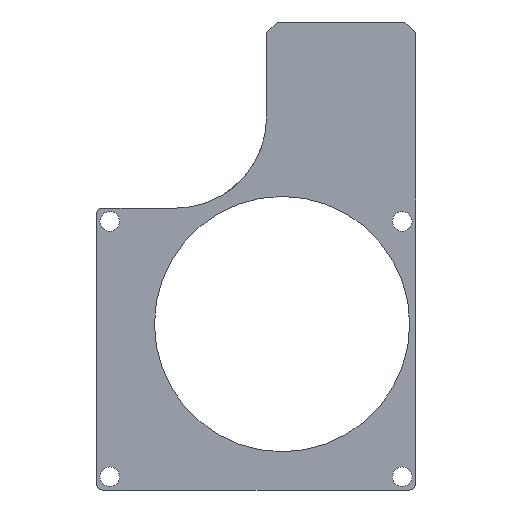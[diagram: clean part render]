
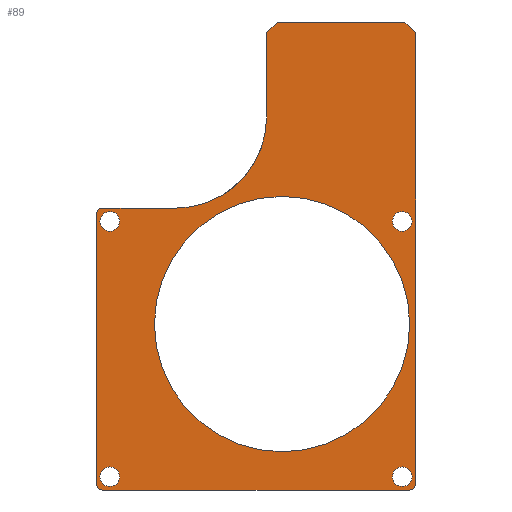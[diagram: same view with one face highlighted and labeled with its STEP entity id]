
A CAD part, left-side view. The second image highlights one B-rep face of the part: STEP entity #89.
In plain terms, the highlighted planar face has unit normal (-1, 0, 0).
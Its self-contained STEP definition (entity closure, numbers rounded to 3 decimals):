
#89=ADVANCED_FACE('',(#629,#631,#633,#635,#637,#639),#641,.F.);
#629=FACE_BOUND('',#630,.T.);
#630=EDGE_LOOP('',(#1051,#1052,#1053,#1054,#1055,#1056,#1057,#1058,#1059,#1060,#1061,
#1062));
#631=FACE_BOUND('',#632,.T.);
#632=EDGE_LOOP('',(#1063));
#633=FACE_BOUND('',#634,.T.);
#634=EDGE_LOOP('',(#1064));
#635=FACE_BOUND('',#636,.T.);
#636=EDGE_LOOP('',(#1065));
#637=FACE_BOUND('',#638,.T.);
#638=EDGE_LOOP('',(#1066));
#639=FACE_BOUND('',#640,.T.);
#640=EDGE_LOOP('',(#1067));
#641=PLANE('',#642);
#642=AXIS2_PLACEMENT_3D('',#643,#644,#645);
#643=CARTESIAN_POINT('',(3.,0.,0.));
#644=DIRECTION('',(1.,0.,0.));
#645=DIRECTION('',(0.,1.,0.));
#1051=ORIENTED_EDGE('',*,*,#1369,.F.);
#1052=ORIENTED_EDGE('',*,*,#1370,.F.);
#1053=ORIENTED_EDGE('',*,*,#1371,.F.);
#1054=ORIENTED_EDGE('',*,*,#1372,.F.);
#1055=ORIENTED_EDGE('',*,*,#1373,.F.);
#1056=ORIENTED_EDGE('',*,*,#1374,.F.);
#1057=ORIENTED_EDGE('',*,*,#1375,.F.);
#1058=ORIENTED_EDGE('',*,*,#1376,.F.);
#1059=ORIENTED_EDGE('',*,*,#1377,.F.);
#1060=ORIENTED_EDGE('',*,*,#1378,.F.);
#1061=ORIENTED_EDGE('',*,*,#1379,.F.);
#1062=ORIENTED_EDGE('',*,*,#1380,.F.);
#1063=ORIENTED_EDGE('',*,*,#1364,.T.);
#1064=ORIENTED_EDGE('',*,*,#1366,.T.);
#1065=ORIENTED_EDGE('',*,*,#1368,.T.);
#1066=ORIENTED_EDGE('',*,*,#1362,.T.);
#1067=ORIENTED_EDGE('',*,*,#1381,.T.);
#1362=EDGE_CURVE('',#1522,#1522,#1523,.T.);
#1364=EDGE_CURVE('',#1526,#1526,#1527,.T.);
#1366=EDGE_CURVE('',#1530,#1530,#1531,.T.);
#1368=EDGE_CURVE('',#1534,#1534,#1535,.T.);
#1369=EDGE_CURVE('',#1536,#1537,#1538,.F.);
#1370=EDGE_CURVE('',#1539,#1536,#1540,.T.);
#1371=EDGE_CURVE('',#1541,#1539,#1542,.T.);
#1372=EDGE_CURVE('',#1543,#1541,#1544,.T.);
#1373=EDGE_CURVE('',#1545,#1543,#1546,.T.);
#1374=EDGE_CURVE('',#1547,#1545,#1548,.T.);
#1375=EDGE_CURVE('',#1549,#1547,#1550,.T.);
#1376=EDGE_CURVE('',#1551,#1549,#1552,.T.);
#1377=EDGE_CURVE('',#1553,#1551,#1554,.T.);
#1378=EDGE_CURVE('',#1555,#1553,#1556,.T.);
#1379=EDGE_CURVE('',#1557,#1555,#1558,.F.);
#1380=EDGE_CURVE('',#1537,#1557,#1559,.T.);
#1381=EDGE_CURVE('',#1560,#1560,#1561,.T.);
#1522=VERTEX_POINT('',#1790);
#1523=CIRCLE('',#1791,1.85);
#1526=VERTEX_POINT('',#1800);
#1527=CIRCLE('',#1801,1.85);
#1530=VERTEX_POINT('',#1810);
#1531=CIRCLE('',#1811,1.85);
#1534=VERTEX_POINT('',#1820);
#1535=CIRCLE('',#1821,1.85);
#1536=VERTEX_POINT('',#1825);
#1537=VERTEX_POINT('',#1826);
#1538=LINE('',#1827,#1828);
#1539=VERTEX_POINT('',#1830);
#1540=LINE('',#1831,#1832);
#1541=VERTEX_POINT('',#1834);
#1542=CIRCLE('',#1835,17.138);
#1543=VERTEX_POINT('',#1839);
#1544=LINE('',#1840,#1841);
#1545=VERTEX_POINT('',#1843);
#1546=CIRCLE('',#1844,1.2);
#1547=VERTEX_POINT('',#1848);
#1548=LINE('',#1849,#1850);
#1549=VERTEX_POINT('',#1852);
#1550=CIRCLE('',#1853,1.2);
#1551=VERTEX_POINT('',#1857);
#1552=LINE('',#1858,#1859);
#1553=VERTEX_POINT('',#1861);
#1554=CIRCLE('',#1862,1.2);
#1555=VERTEX_POINT('',#1866);
#1556=LINE('',#1867,#1868);
#1557=VERTEX_POINT('',#1870);
#1558=LINE('',#1871,#1872);
#1559=LINE('',#1874,#1875);
#1560=VERTEX_POINT('',#1877);
#1561=CIRCLE('',#1878,24.);
#1790=CARTESIAN_POINT('',(3.,-160.05,-168.3));
#1791=AXIS2_PLACEMENT_3D('',#1792,#1793,#1794);
#1792=CARTESIAN_POINT('',(3.,-158.2,-168.3));
#1793=DIRECTION('',(1.,0.,0.));
#1794=DIRECTION('',(0.,-1.,0.));
#1800=CARTESIAN_POINT('',(3.,-105.05,-120.3));
#1801=AXIS2_PLACEMENT_3D('',#1802,#1803,#1804);
#1802=CARTESIAN_POINT('',(3.,-103.2,-120.3));
#1803=DIRECTION('',(1.,0.,0.));
#1804=DIRECTION('',(0.,-1.,0.));
#1810=CARTESIAN_POINT('',(3.,-105.05,-168.3));
#1811=AXIS2_PLACEMENT_3D('',#1812,#1813,#1814);
#1812=CARTESIAN_POINT('',(3.,-103.2,-168.3));
#1813=DIRECTION('',(1.,0.,0.));
#1814=DIRECTION('',(0.,-1.,0.));
#1820=CARTESIAN_POINT('',(3.,-160.05,-120.3));
#1821=AXIS2_PLACEMENT_3D('',#1822,#1823,#1824);
#1822=CARTESIAN_POINT('',(3.,-158.2,-120.3));
#1823=DIRECTION('',(1.,0.,0.));
#1824=DIRECTION('',(0.,-1.,0.));
#1825=CARTESIAN_POINT('',(3.,-132.7,-84.8));
#1826=CARTESIAN_POINT('',(3.,-134.7,-82.8));
#1827=CARTESIAN_POINT('',(3.,-134.7,-82.8));
#1828=VECTOR('',#1829,1.);
#1829=DIRECTION('',(0.,0.707,-0.707));
#1830=CARTESIAN_POINT('',(3.,-132.7,-100.662));
#1831=CARTESIAN_POINT('',(3.,-132.7,-100.662));
#1832=VECTOR('',#1833,1.);
#1833=DIRECTION('',(0.,0.,1.));
#1834=CARTESIAN_POINT('',(3.,-115.562,-117.8));
#1835=AXIS2_PLACEMENT_3D('',#1836,#1837,#1838);
#1836=CARTESIAN_POINT('',(3.,-115.562,-100.662));
#1837=DIRECTION('',(-1.,0.,0.));
#1838=DIRECTION('',(0.,0.,-1.));
#1839=CARTESIAN_POINT('',(3.,-101.9,-117.8));
#1840=CARTESIAN_POINT('',(3.,-101.9,-117.8));
#1841=VECTOR('',#1842,1.);
#1842=DIRECTION('',(0.,-1.,0.));
#1843=CARTESIAN_POINT('',(3.,-100.7,-119.));
#1844=AXIS2_PLACEMENT_3D('',#1845,#1846,#1847);
#1845=CARTESIAN_POINT('',(3.,-101.9,-119.));
#1846=DIRECTION('',(1.,0.,0.));
#1847=DIRECTION('',(0.,1.,0.));
#1848=CARTESIAN_POINT('',(3.,-100.7,-169.6));
#1849=CARTESIAN_POINT('',(3.,-100.7,-169.6));
#1850=VECTOR('',#1851,1.);
#1851=DIRECTION('',(0.,0.,1.));
#1852=CARTESIAN_POINT('',(3.,-101.9,-170.8));
#1853=AXIS2_PLACEMENT_3D('',#1854,#1855,#1856);
#1854=CARTESIAN_POINT('',(3.,-101.9,-169.6));
#1855=DIRECTION('',(1.,0.,0.));
#1856=DIRECTION('',(0.,0.,-1.));
#1857=CARTESIAN_POINT('',(3.,-159.5,-170.8));
#1858=CARTESIAN_POINT('',(3.,-159.5,-170.8));
#1859=VECTOR('',#1860,1.);
#1860=DIRECTION('',(0.,1.,0.));
#1861=CARTESIAN_POINT('',(3.,-160.7,-169.6));
#1862=AXIS2_PLACEMENT_3D('',#1863,#1864,#1865);
#1863=CARTESIAN_POINT('',(3.,-159.5,-169.6));
#1864=DIRECTION('',(1.,0.,0.));
#1865=DIRECTION('',(0.,-1.,0.));
#1866=CARTESIAN_POINT('',(3.,-160.7,-84.8));
#1867=CARTESIAN_POINT('',(3.,-160.7,-84.8));
#1868=VECTOR('',#1869,1.);
#1869=DIRECTION('',(0.,0.,-1.));
#1870=CARTESIAN_POINT('',(3.,-158.7,-82.8));
#1871=CARTESIAN_POINT('',(3.,-160.7,-84.8));
#1872=VECTOR('',#1873,1.);
#1873=DIRECTION('',(0.,0.707,0.707));
#1874=CARTESIAN_POINT('',(3.,-134.7,-82.8));
#1875=VECTOR('',#1876,1.);
#1876=DIRECTION('',(0.,-1.,0.));
#1877=CARTESIAN_POINT('',(3.,-111.6,-139.6));
#1878=AXIS2_PLACEMENT_3D('',#1879,#1880,#1881);
#1879=CARTESIAN_POINT('',(3.,-135.6,-139.6));
#1880=DIRECTION('',(1.,0.,0.));
#1881=DIRECTION('',(0.,1.,0.));
